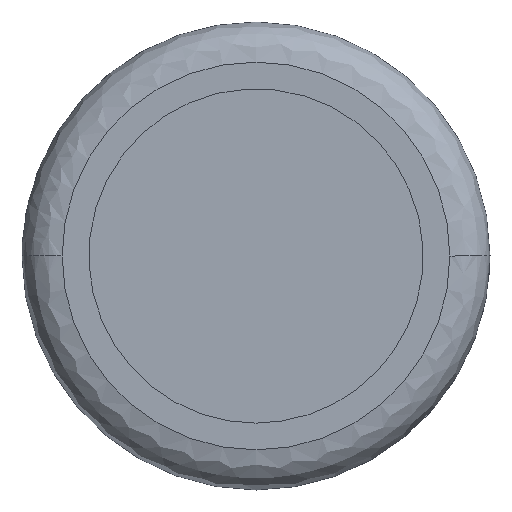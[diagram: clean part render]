
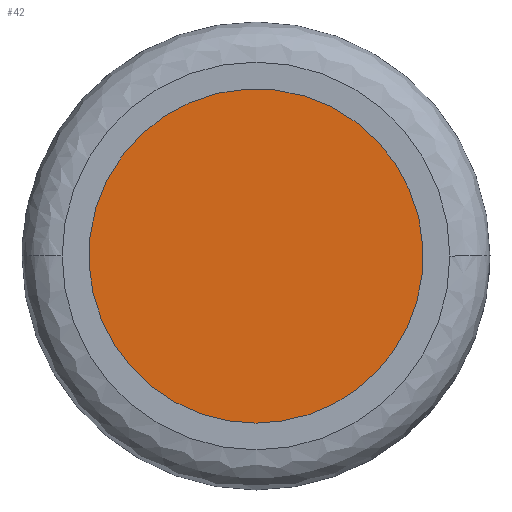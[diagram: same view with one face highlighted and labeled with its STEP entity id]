
A CAD part, front view. The second image highlights one B-rep face of the part: STEP entity #42.
In plain terms, the highlighted planar face has unit normal (0, -1, 0).
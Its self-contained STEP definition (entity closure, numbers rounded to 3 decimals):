
#42=ADVANCED_FACE('',(#75),#74,.F.);
#74=PLANE('',#200);
#75=FACE_OUTER_BOUND('',#201,.T.);
#197=CARTESIAN_POINT('',(-25.981,7.5,-16.25));
#198=DIRECTION('',(0.,1.,0.));
#199=DIRECTION('',(0.,0.,1.));
#200=AXIS2_PLACEMENT_3D('',#197,#198,#199);
#201=EDGE_LOOP('',(#350,#351,#352));
#350=ORIENTED_EDGE('',*,*,#426,.T.);
#351=ORIENTED_EDGE('',*,*,#427,.T.);
#352=ORIENTED_EDGE('',*,*,#428,.T.);
#426=EDGE_CURVE('',#536,#537,#538,.T.);
#427=EDGE_CURVE('',#537,#544,#545,.T.);
#428=EDGE_CURVE('',#544,#536,#551,.T.);
#536=VERTEX_POINT('',#770);
#537=VERTEX_POINT('',#771);
#538=CIRCLE('',#775,12.5);
#544=VERTEX_POINT('',#776);
#545=CIRCLE('',#780,12.5);
#551=CIRCLE('',#784,12.5);
#770=CARTESIAN_POINT('',(0.,7.5,-12.5));
#771=CARTESIAN_POINT('',(12.412,7.5,-1.478));
#772=CARTESIAN_POINT('',(0.,7.5,0.));
#773=DIRECTION('',(0.,-1.,0.));
#774=DIRECTION('',(0.,0.,-1.));
#775=AXIS2_PLACEMENT_3D('',#772,#773,#774);
#776=CARTESIAN_POINT('',(-12.413,7.5,1.475));
#777=CARTESIAN_POINT('',(0.,7.5,0.));
#778=DIRECTION('',(0.,-1.,0.));
#779=DIRECTION('',(0.,0.,-1.));
#780=AXIS2_PLACEMENT_3D('',#777,#778,#779);
#781=CARTESIAN_POINT('',(0.,7.5,0.));
#782=DIRECTION('',(0.,-1.,0.));
#783=DIRECTION('',(0.,0.,-1.));
#784=AXIS2_PLACEMENT_3D('',#781,#782,#783);
